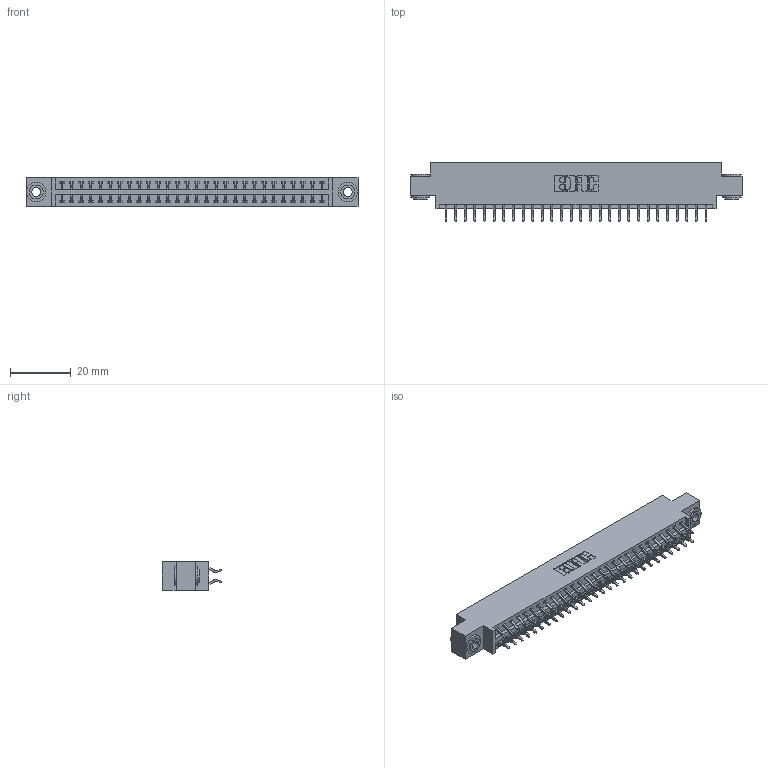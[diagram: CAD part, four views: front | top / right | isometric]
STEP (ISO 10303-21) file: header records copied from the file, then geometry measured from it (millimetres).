
FILE_DESCRIPTION (( 'STEP AP203' ), '1' );
FILE_NAME ('346-056-556-803.STEP', '2022-05-21T06:32:15', ( '' ), ( '' ), 'SwSTEP 2.0', 'SolidWorks 2020', '' );
FILE_SCHEMA (( 'CONFIG_CONTROL_DESIGN' ));
Length unit declared in the file: inch
Products named in the file (4): 346 Part_0.170 Offset - 0.156 Dia-TH; 345-292-001_556 Tail; 346-056-556-803; 345-250-002_345-250-002-102
Assembly tree (59 placements, depth 2):
  346-056-556-803
    346 Part_0.170 Offset - 0.156 Dia-TH
    345-292-001_556 Tail  x56
    345-250-002_345-250-002-102  x2
Bounding box: 109.47 x 19.57 x 9.4 mm (x, y, z)
Volume: 10410.8 mm3; surface area: 14466.6 mm2
Topology: 59 solids, 59 shells, 3426 faces, 10141 edges, 6682 vertices
Faces by surface type: plane 2288, cylinder 1130, cone 8
Entity records: 21576 total; most frequent: CARTESIAN_POINT 3573, ORIENTED_EDGE 3486, DIRECTION 3217, EDGE_CURVE 1743, LINE 1467, VECTOR 1467, VERTEX_POINT 1158, AXIS2_PLACEMENT_3D 875
